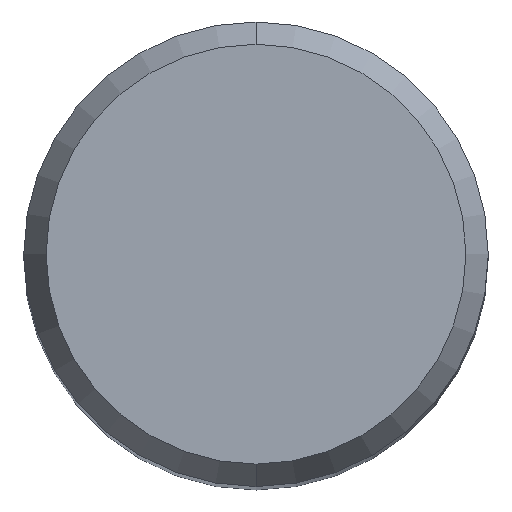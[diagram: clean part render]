
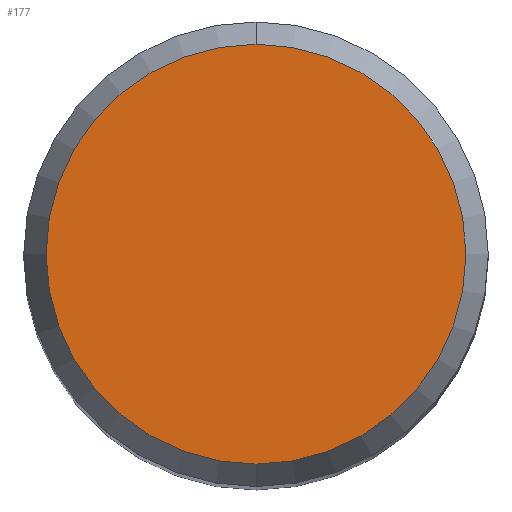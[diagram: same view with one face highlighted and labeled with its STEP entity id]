
A CAD part, top view. The second image highlights one B-rep face of the part: STEP entity #177.
In plain terms, the highlighted planar face has unit normal (0, 0, 1).
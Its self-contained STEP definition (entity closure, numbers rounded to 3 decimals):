
#97=VERTEX_POINT('',#225);
#99=EDGE_CURVE('',#97,#173,#227,.T.);
#173=VERTEX_POINT('',#311);
#177=ADVANCED_FACE('',(#315),#316,.T.);
#179=EDGE_CURVE('',#173,#97,#318,.T.);
#225=CARTESIAN_POINT('',(0.0,4.304,0.01));
#227=CIRCLE('',#367,4.304);
#311=CARTESIAN_POINT('',(0.,-4.304,0.01));
#315=FACE_OUTER_BOUND('',#473,.T.);
#316=PLANE('',#474);
#318=CIRCLE('',#477,4.304);
#367=AXIS2_PLACEMENT_3D('',#515,#516,#517);
#473=EDGE_LOOP('',(#627,#628));
#474=AXIS2_PLACEMENT_3D('',#629,#630,#631);
#477=AXIS2_PLACEMENT_3D('',#632,#633,#634);
#515=CARTESIAN_POINT('',(0.0,0.0,0.01));
#516=DIRECTION('',(0.0,0.0,-1.0));
#517=DIRECTION('',(0.0,1.0,0.0));
#627=ORIENTED_EDGE('',*,*,#99,.F.);
#628=ORIENTED_EDGE('',*,*,#179,.F.);
#629=CARTESIAN_POINT('',(0.0,2.152,0.01));
#630=DIRECTION('',(-0.0,0.0,1.0));
#631=DIRECTION('',(0.0,-1.0,0.0));
#632=CARTESIAN_POINT('',(0.0,0.0,0.01));
#633=DIRECTION('',(0.0,0.0,-1.0));
#634=DIRECTION('',(0.0,1.0,0.0));
